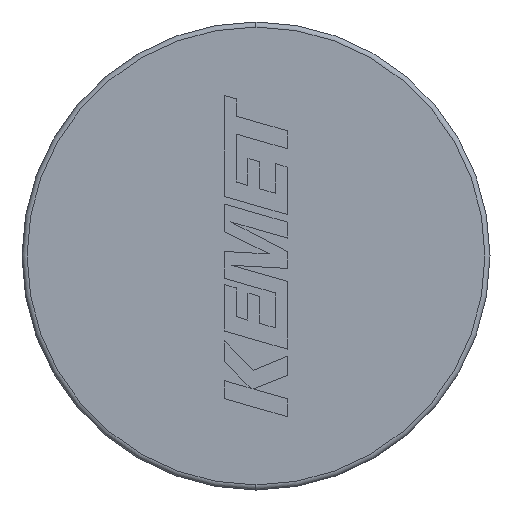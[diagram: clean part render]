
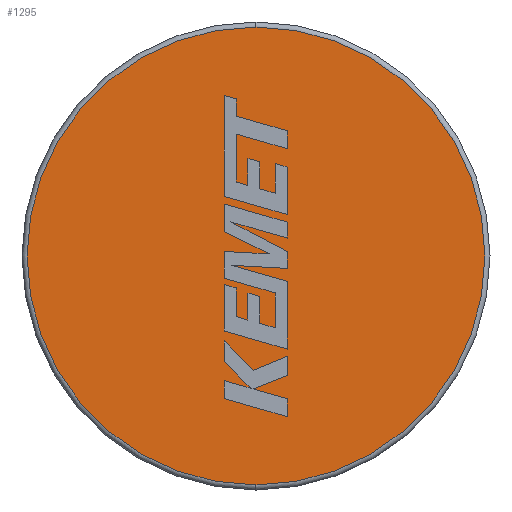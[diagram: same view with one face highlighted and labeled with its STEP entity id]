
A CAD part, left-side view. The second image highlights one B-rep face of the part: STEP entity #1295.
In plain terms, the highlighted planar face has unit normal (-1, 0, 0).
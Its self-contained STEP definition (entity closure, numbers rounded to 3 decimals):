
#210 = EDGE_CURVE ( 'NONE', #2039, #3343, #1588, .T. ) ;
#535 = FACE_OUTER_BOUND ( 'NONE', #2497, .T. ) ;
#617 = DIRECTION ( 'NONE',  ( -1., 0., 0. ) ) ;
#737 = AXIS2_PLACEMENT_3D ( 'NONE', #2210, #617, #1131 ) ;
#761 = DIRECTION ( 'NONE',  ( 0., 0., -1. ) ) ;
#805 = EDGE_CURVE ( 'NONE', #3343, #2039, #916, .T. ) ;
#916 = CIRCLE ( 'NONE', #1356, 9.05 ) ;
#1009 = CARTESIAN_POINT ( 'NONE',  ( 0., 0., 0. ) ) ;
#1131 = DIRECTION ( 'NONE',  ( 0., 0., -1. ) ) ;
#1295 = ADVANCED_FACE ( 'NONE', ( #535 ), #3372, .F. ) ;
#1356 = AXIS2_PLACEMENT_3D ( 'NONE', #2145, #1900, #1890 ) ;
#1588 = CIRCLE ( 'NONE', #737, 9.05 ) ;
#1680 = AXIS2_PLACEMENT_3D ( 'NONE', #1009, #1832, #761 ) ;
#1707 = ORIENTED_EDGE ( 'NONE', *, *, #210, .T. ) ;
#1832 = DIRECTION ( 'NONE',  ( 1., 0., 0. ) ) ;
#1890 = DIRECTION ( 'NONE',  ( 0., 0., -1. ) ) ;
#1900 = DIRECTION ( 'NONE',  ( -1., 0., 0. ) ) ;
#1906 = CARTESIAN_POINT ( 'NONE',  ( 0., 0., 9.05 ) ) ;
#2039 = VERTEX_POINT ( 'NONE', #1906 ) ;
#2145 = CARTESIAN_POINT ( 'NONE',  ( 0., 0., 0. ) ) ;
#2210 = CARTESIAN_POINT ( 'NONE',  ( 0., 0., 0. ) ) ;
#2259 = CARTESIAN_POINT ( 'NONE',  ( 0., 0., -9.05 ) ) ;
#2351 = ORIENTED_EDGE ( 'NONE', *, *, #805, .T. ) ;
#2497 = EDGE_LOOP ( 'NONE', ( #2351, #1707 ) ) ;
#3343 = VERTEX_POINT ( 'NONE', #2259 ) ;
#3372 = PLANE ( 'NONE',  #1680 ) ;
